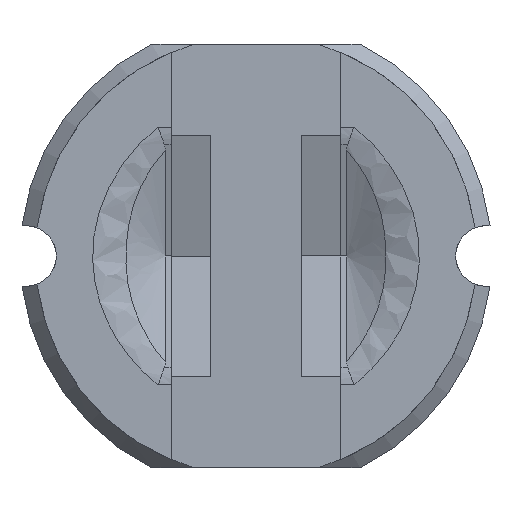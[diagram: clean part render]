
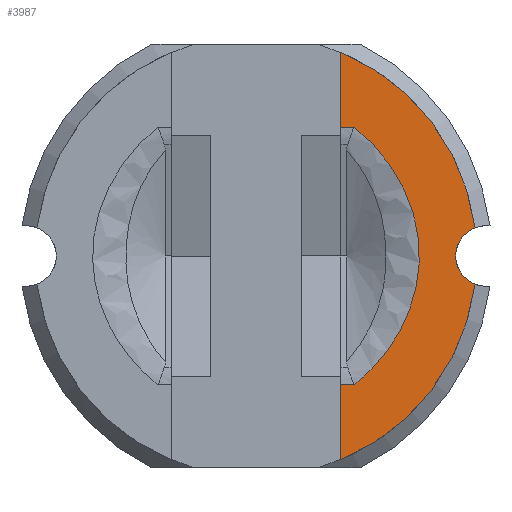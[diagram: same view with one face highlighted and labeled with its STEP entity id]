
A CAD part, front view. The second image highlights one B-rep face of the part: STEP entity #3987.
In plain terms, the highlighted planar face has unit normal (0, -1, 0).
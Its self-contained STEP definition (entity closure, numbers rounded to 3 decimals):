
#4 = CARTESIAN_POINT ( 'NONE',  ( 1.927, -0.1, 1.862 ) ) ;
#118 = EDGE_CURVE ( 'NONE', #6462, #5022, #2405, .T. ) ;
#165 = DIRECTION ( 'NONE',  ( 0., 0., -1. ) ) ;
#268 = CARTESIAN_POINT ( 'NONE',  ( 3.62, -0.1, -0.467 ) ) ;
#298 = VERTEX_POINT ( 'NONE', #5809 ) ;
#326 = EDGE_CURVE ( 'NONE', #2473, #893, #4333, .T. ) ;
#498 = VECTOR ( 'NONE', #5077, 1000. ) ;
#582 = LINE ( 'NONE', #5938, #1423 ) ;
#694 = CARTESIAN_POINT ( 'NONE',  ( 2.192, -0.1, -1.539 ) ) ;
#708 = EDGE_CURVE ( 'NONE', #2473, #5022, #6601, .T. ) ;
#893 = VERTEX_POINT ( 'NONE', #4485 ) ;
#981 = ORIENTED_EDGE ( 'NONE', *, *, #6394, .T. ) ;
#1021 = DIRECTION ( 'NONE',  ( 0., 1., 0. ) ) ;
#1153 = VERTEX_POINT ( 'NONE', #5407 ) ;
#1423 = VECTOR ( 'NONE', #4948, 1000. ) ;
#1548 = VECTOR ( 'NONE', #3160, 1000. ) ;
#1549 = CARTESIAN_POINT ( 'NONE',  ( 2.127, -0.1, 1.623 ) ) ;
#1614 = AXIS2_PLACEMENT_3D ( 'NONE', #6407, #6347, #3178 ) ;
#1803 = CARTESIAN_POINT ( 'NONE',  ( 1.929, -0.1, -1.861 ) ) ;
#1865 = CARTESIAN_POINT ( 'NONE',  ( 2.452, -0.1, -1.099 ) ) ;
#2070 = CARTESIAN_POINT ( 'NONE',  ( 1.4, -0.1, 3.371 ) ) ;
#2120 = ORIENTED_EDGE ( 'NONE', *, *, #4436, .T. ) ;
#2205 = CARTESIAN_POINT ( 'NONE',  ( 1.617, -0.1, -2.132 ) ) ;
#2261 = CARTESIAN_POINT ( 'NONE',  ( 2.668, -0.1, -0.409 ) ) ;
#2392 = CARTESIAN_POINT ( 'NONE',  ( 2.693, -0.1, -0.204 ) ) ;
#2405 = CIRCLE ( 'NONE', #1614, 0.5 ) ;
#2453 = CARTESIAN_POINT ( 'NONE',  ( 1.4, -0.1, -2.132 ) ) ;
#2473 = VERTEX_POINT ( 'NONE', #2070 ) ;
#2604 = CARTESIAN_POINT ( 'NONE',  ( 1.4, -0.1, 0. ) ) ;
#2669 = CARTESIAN_POINT ( 'NONE',  ( 2.702, -0.1, 0.41 ) ) ;
#2771 = CARTESIAN_POINT ( 'NONE',  ( 2.379, -0.1, 1.235 ) ) ;
#2872 = CARTESIAN_POINT ( 'NONE',  ( 2.128, -0.1, -1.624 ) ) ;
#2891 = LINE ( 'NONE', #4120, #498 ) ;
#2987 = CARTESIAN_POINT ( 'NONE',  ( 1.617, -0.1, -2.132 ) ) ;
#3129 = AXIS2_PLACEMENT_3D ( 'NONE', #3641, #3486, #4692 ) ;
#3160 = DIRECTION ( 'NONE',  ( -1., 0., 0. ) ) ;
#3178 = DIRECTION ( 'NONE',  ( 0., 0., -1. ) ) ;
#3227 = CARTESIAN_POINT ( 'NONE',  ( 2.391, -0.1, 1.213 ) ) ;
#3328 = CARTESIAN_POINT ( 'NONE',  ( 2.354, -0.1, 1.28 ) ) ;
#3486 = DIRECTION ( 'NONE',  ( 0., -1., 0. ) ) ;
#3568 = PLANE ( 'NONE',  #3129 ) ;
#3641 = CARTESIAN_POINT ( 'NONE',  ( 2.123, -0.1, 0. ) ) ;
#3642 = VERTEX_POINT ( 'NONE', #2205 ) ;
#3813 = DIRECTION ( 'NONE',  ( 0., 0., -1. ) ) ;
#3823 = CARTESIAN_POINT ( 'NONE',  ( 2.7, -0.1, -0.102 ) ) ;
#3953 = CARTESIAN_POINT ( 'NONE',  ( 2.495, -0.1, -1.003 ) ) ;
#3987 = ADVANCED_FACE ( 'NONE', ( #5676 ), #3568, .T. ) ;
#3989 = CARTESIAN_POINT ( 'NONE',  ( 1.781, -0.1, -2.004 ) ) ;
#4120 = CARTESIAN_POINT ( 'NONE',  ( 1.4, -0.1, 0. ) ) ;
#4333 = LINE ( 'NONE', #2604, #5543 ) ;
#4371 = DIRECTION ( 'NONE',  ( 0., 0., -1. ) ) ;
#4399 = ORIENTED_EDGE ( 'NONE', *, *, #708, .F. ) ;
#4419 = ORIENTED_EDGE ( 'NONE', *, *, #6630, .F. ) ;
#4436 = EDGE_CURVE ( 'NONE', #5874, #1153, #2891, .T. ) ;
#4485 = CARTESIAN_POINT ( 'NONE',  ( 1.4, -0.1, 2.132 ) ) ;
#4494 = CARTESIAN_POINT ( 'NONE',  ( 2.598, -0.1, -0.712 ) ) ;
#4530 = CARTESIAN_POINT ( 'NONE',  ( 2.306, -0.1, -1.368 ) ) ;
#4597 = CARTESIAN_POINT ( 'NONE',  ( 2.568, -0.1, -0.81 ) ) ;
#4692 = DIRECTION ( 'NONE',  ( 1., 0., 0. ) ) ;
#4753 = CARTESIAN_POINT ( 'NONE',  ( 2.123, -0.1, -2.132 ) ) ;
#4880 = CIRCLE ( 'NONE', #5126, 3.65 ) ;
#4902 = CARTESIAN_POINT ( 'NONE',  ( 0., -0.1, 0. ) ) ;
#4932 = ORIENTED_EDGE ( 'NONE', *, *, #118, .T. ) ;
#4948 = DIRECTION ( 'NONE',  ( 1., 0., 0. ) ) ;
#4950 = CARTESIAN_POINT ( 'NONE',  ( 2.603, -0.1, 0.806 ) ) ;
#5022 = VERTEX_POINT ( 'NONE', #6886 ) ;
#5077 = DIRECTION ( 'NONE',  ( 0., 0., -1. ) ) ;
#5126 = AXIS2_PLACEMENT_3D ( 'NONE', #4902, #1021, #3813 ) ;
#5287 = LINE ( 'NONE', #4753, #1548 ) ;
#5407 = CARTESIAN_POINT ( 'NONE',  ( 1.4, -0.1, -3.371 ) ) ;
#5527 = CARTESIAN_POINT ( 'NONE',  ( 2.22, -0.1, 1.499 ) ) ;
#5543 = VECTOR ( 'NONE', #4371, 1000. ) ;
#5676 = FACE_OUTER_BOUND ( 'NONE', #6362, .T. ) ;
#5706 = ORIENTED_EDGE ( 'NONE', *, *, #6527, .T. ) ;
#5716 = EDGE_CURVE ( 'NONE', #298, #3642, #5944, .T. ) ;
#5809 = CARTESIAN_POINT ( 'NONE',  ( 1.617, -0.1, 2.132 ) ) ;
#5874 = VERTEX_POINT ( 'NONE', #2453 ) ;
#5933 = AXIS2_PLACEMENT_3D ( 'NONE', #6602, #6678, #165 ) ;
#5938 = CARTESIAN_POINT ( 'NONE',  ( 2.123, -0.1, 2.132 ) ) ;
#5944 = B_SPLINE_CURVE_WITH_KNOTS ( 'NONE', 3,
 ( #6037, #6524, #4, #1549, #5527, #6456, #3328, #2771, #3227, #4950, #2669, #3823, #2392, #2261, #6210, #4494, #4597, #3953, #1865, #6147, #4530, #694, #2872, #1803, #3989, #2987 ),
 .UNSPECIFIED., .F., .F.,
 ( 4, 2, 1, 1, 2, 2, 2, 2, 2, 2, 2, 2, 2, 4 ),
 ( 0., 0.125, 0.187, 0.219, 0.234, 0.25, 0.5, 0.562, 0.625, 0.687, 0.75, 0.812, 0.875, 1. ),
 .UNSPECIFIED. ) ;
#6037 = CARTESIAN_POINT ( 'NONE',  ( 1.617, -0.1, 2.132 ) ) ;
#6143 = ORIENTED_EDGE ( 'NONE', *, *, #5716, .T. ) ;
#6147 = CARTESIAN_POINT ( 'NONE',  ( 2.358, -0.1, -1.28 ) ) ;
#6210 = CARTESIAN_POINT ( 'NONE',  ( 2.648, -0.1, -0.512 ) ) ;
#6347 = DIRECTION ( 'NONE',  ( 0., 1., 0. ) ) ;
#6362 = EDGE_LOOP ( 'NONE', ( #981, #6143, #5706, #2120, #4419, #4932, #4399, #6591 ) ) ;
#6394 = EDGE_CURVE ( 'NONE', #893, #298, #582, .T. ) ;
#6407 = CARTESIAN_POINT ( 'NONE',  ( 3.8, -0.1, 0. ) ) ;
#6456 = CARTESIAN_POINT ( 'NONE',  ( 2.316, -0.1, 1.346 ) ) ;
#6462 = VERTEX_POINT ( 'NONE', #268 ) ;
#6524 = CARTESIAN_POINT ( 'NONE',  ( 1.78, -0.1, 2.005 ) ) ;
#6527 = EDGE_CURVE ( 'NONE', #3642, #5874, #5287, .T. ) ;
#6591 = ORIENTED_EDGE ( 'NONE', *, *, #326, .T. ) ;
#6601 = CIRCLE ( 'NONE', #5933, 3.65 ) ;
#6602 = CARTESIAN_POINT ( 'NONE',  ( 0., -0.1, 0. ) ) ;
#6630 = EDGE_CURVE ( 'NONE', #6462, #1153, #4880, .T. ) ;
#6678 = DIRECTION ( 'NONE',  ( 0., 1., 0. ) ) ;
#6886 = CARTESIAN_POINT ( 'NONE',  ( 3.62, -0.1, 0.467 ) ) ;
